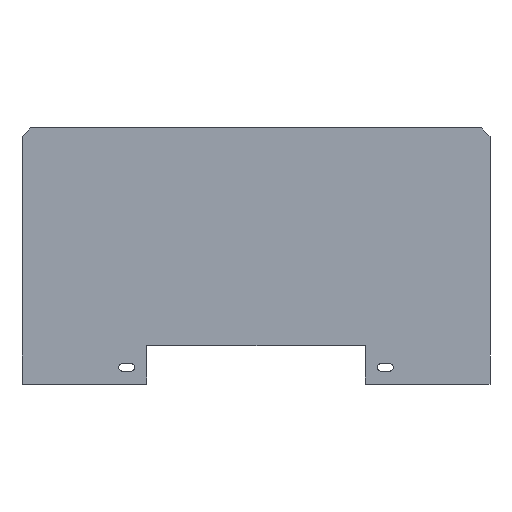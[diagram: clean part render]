
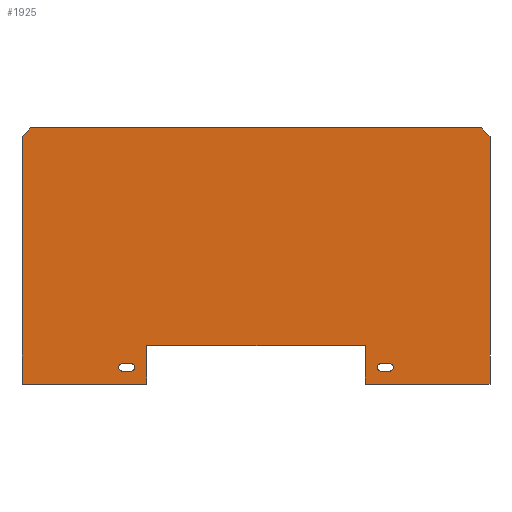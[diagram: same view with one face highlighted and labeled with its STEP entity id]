
A CAD part, left-side view. The second image highlights one B-rep face of the part: STEP entity #1925.
In plain terms, the highlighted planar face has unit normal (-1, 0, 0).
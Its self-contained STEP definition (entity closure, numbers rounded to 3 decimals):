
#102=DIRECTION('',(0.,0.,-1.));
#103=VECTOR('',#102,148.);
#104=CARTESIAN_POINT('',(-3.,204.141,11.409));
#105=LINE('',#104,#103);
#109=DIRECTION('',(0.,0.707,-0.707));
#110=VECTOR('',#109,7.071);
#111=CARTESIAN_POINT('',(-3.,199.141,16.409));
#112=LINE('',#111,#110);
#116=DIRECTION('',(0.,1.,0.));
#117=VECTOR('',#116,269.5);
#118=CARTESIAN_POINT('',(-3.,-70.359,16.409));
#119=LINE('',#118,#117);
#123=DIRECTION('',(0.,0.707,0.707));
#124=VECTOR('',#123,7.071);
#125=CARTESIAN_POINT('',(-3.,-75.359,11.409));
#126=LINE('',#125,#124);
#130=DIRECTION('',(0.,0.,1.));
#131=VECTOR('',#130,148.);
#132=CARTESIAN_POINT('',(-3.,-75.359,-136.591));
#133=LINE('',#132,#131);
#137=DIRECTION('',(0.,-1.,0.));
#138=VECTOR('',#137,74.5);
#139=CARTESIAN_POINT('',(-3.,-0.859,-136.591));
#140=LINE('',#139,#138);
#144=DIRECTION('',(0.,0.,-1.));
#145=VECTOR('',#144,23.);
#146=CARTESIAN_POINT('',(-3.,-0.859,-113.591));
#147=LINE('',#146,#145);
#151=DIRECTION('',(0.,-1.,0.));
#152=VECTOR('',#151,130.5);
#153=CARTESIAN_POINT('',(-3.,129.641,-113.591));
#154=LINE('',#153,#152);
#158=DIRECTION('',(0.,0.,1.));
#159=VECTOR('',#158,23.);
#160=CARTESIAN_POINT('',(-3.,129.641,-136.591));
#161=LINE('',#160,#159);
#165=DIRECTION('',(0.,-1.,0.));
#166=VECTOR('',#165,74.5);
#167=CARTESIAN_POINT('',(-3.,204.141,-136.591));
#168=LINE('',#167,#166);
#172=DIRECTION('',(0.,-1.,0.));
#173=VECTOR('',#172,5.);
#174=CARTESIAN_POINT('',(-3.,-10.359,-124.341));
#175=LINE('',#174,#173);
#179=CARTESIAN_POINT('',(-3.,-10.359,-126.591));
#180=DIRECTION('',(1.,0.,0.));
#181=DIRECTION('',(0.,0.,-1.));
#182=AXIS2_PLACEMENT_3D('',#179,#180,#181);
#187=DIRECTION('',(0.,1.,0.));
#188=VECTOR('',#187,5.);
#189=CARTESIAN_POINT('',(-3.,-15.359,-128.841));
#190=LINE('',#189,#188);
#194=CARTESIAN_POINT('',(-3.,-15.359,-126.591));
#195=DIRECTION('',(1.,0.,0.));
#196=DIRECTION('',(0.,0.,1.));
#197=AXIS2_PLACEMENT_3D('',#194,#195,#196);
#202=CARTESIAN_POINT('',(-3.,139.141,-126.591));
#203=DIRECTION('',(1.,0.,0.));
#204=DIRECTION('',(0.,0.,1.));
#205=AXIS2_PLACEMENT_3D('',#202,#203,#204);
#210=DIRECTION('',(0.,-1.,0.));
#211=VECTOR('',#210,5.);
#212=CARTESIAN_POINT('',(-3.,144.141,-124.341));
#213=LINE('',#212,#211);
#217=CARTESIAN_POINT('',(-3.,144.141,-126.591));
#218=DIRECTION('',(1.,0.,0.));
#219=DIRECTION('',(0.,0.,-1.));
#220=AXIS2_PLACEMENT_3D('',#217,#218,#219);
#225=DIRECTION('',(0.,1.,0.));
#226=VECTOR('',#225,5.);
#227=CARTESIAN_POINT('',(-3.,139.141,-128.841));
#228=LINE('',#227,#226);
#1702=CARTESIAN_POINT('',(-3.,204.141,11.409));
#1703=CARTESIAN_POINT('',(-3.,204.141,-136.591));
#1704=VERTEX_POINT('',#1702);
#1705=VERTEX_POINT('',#1703);
#1706=CARTESIAN_POINT('',(-3.,129.641,-136.591));
#1707=VERTEX_POINT('',#1706);
#1708=CARTESIAN_POINT('',(-3.,129.641,-113.591));
#1709=VERTEX_POINT('',#1708);
#1710=CARTESIAN_POINT('',(-3.,-0.859,-113.591));
#1711=VERTEX_POINT('',#1710);
#1712=CARTESIAN_POINT('',(-3.,-0.859,-136.591));
#1713=VERTEX_POINT('',#1712);
#1714=CARTESIAN_POINT('',(-3.,-75.359,-136.591));
#1715=VERTEX_POINT('',#1714);
#1716=CARTESIAN_POINT('',(-3.,-75.359,11.409));
#1717=VERTEX_POINT('',#1716);
#1718=CARTESIAN_POINT('',(-3.,-70.359,16.409));
#1719=VERTEX_POINT('',#1718);
#1720=CARTESIAN_POINT('',(-3.,199.141,16.409));
#1721=VERTEX_POINT('',#1720);
#1722=CARTESIAN_POINT('',(-3.,-10.359,-124.341));
#1723=CARTESIAN_POINT('',(-3.,-15.359,-124.341));
#1724=VERTEX_POINT('',#1722);
#1725=VERTEX_POINT('',#1723);
#1726=CARTESIAN_POINT('',(-3.,-15.359,-128.841));
#1727=VERTEX_POINT('',#1726);
#1728=CARTESIAN_POINT('',(-3.,-10.359,-128.841));
#1729=VERTEX_POINT('',#1728);
#1730=CARTESIAN_POINT('',(-3.,139.141,-124.341));
#1731=CARTESIAN_POINT('',(-3.,139.141,-128.841));
#1732=VERTEX_POINT('',#1730);
#1733=VERTEX_POINT('',#1731);
#1734=CARTESIAN_POINT('',(-3.,144.141,-128.841));
#1735=VERTEX_POINT('',#1734);
#1736=CARTESIAN_POINT('',(-3.,144.141,-124.341));
#1737=VERTEX_POINT('',#1736);
#1888=CARTESIAN_POINT('',(-3.,0.,0.));
#1889=DIRECTION('',(-1.,0.,0.));
#1890=DIRECTION('',(0.,-1.,0.));
#1891=AXIS2_PLACEMENT_3D('',#1888,#1889,#1890);
#1892=PLANE('',#1891);
#1893=ORIENTED_EDGE('',*,*,#1821,.F.);
#1894=ORIENTED_EDGE('',*,*,#1836,.F.);
#1895=ORIENTED_EDGE('',*,*,#1851,.F.);
#1896=ORIENTED_EDGE('',*,*,#1866,.F.);
#1897=ORIENTED_EDGE('',*,*,#1880,.F.);
#1898=ORIENTED_EDGE('',*,*,#1745,.F.);
#1899=ORIENTED_EDGE('',*,*,#1761,.F.);
#1900=ORIENTED_EDGE('',*,*,#1776,.F.);
#1901=ORIENTED_EDGE('',*,*,#1791,.F.);
#1902=ORIENTED_EDGE('',*,*,#1806,.F.);
#1903=EDGE_LOOP('',(#1893,#1894,#1895,#1896,#1897,#1898,#1899,#1900,#1901,
#1902));
#1904=FACE_OUTER_BOUND('',#1903,.F.);
#1906=ORIENTED_EDGE('',*,*,#1905,.F.);
#1908=ORIENTED_EDGE('',*,*,#1907,.F.);
#1910=ORIENTED_EDGE('',*,*,#1909,.F.);
#1912=ORIENTED_EDGE('',*,*,#1911,.F.);
#1913=EDGE_LOOP('',(#1906,#1908,#1910,#1912));
#1914=FACE_BOUND('',#1913,.F.);
#1916=ORIENTED_EDGE('',*,*,#1915,.F.);
#1918=ORIENTED_EDGE('',*,*,#1917,.F.);
#1920=ORIENTED_EDGE('',*,*,#1919,.F.);
#1922=ORIENTED_EDGE('',*,*,#1921,.F.);
#1923=EDGE_LOOP('',(#1916,#1918,#1920,#1922));
#1924=FACE_BOUND('',#1923,.F.);
#183=CIRCLE('',#182,2.25);
#198=CIRCLE('',#197,2.25);
#206=CIRCLE('',#205,2.25);
#221=CIRCLE('',#220,2.25);
#1745=EDGE_CURVE('',#1713,#1715,#140,.T.);
#1761=EDGE_CURVE('',#1711,#1713,#147,.T.);
#1776=EDGE_CURVE('',#1709,#1711,#154,.T.);
#1791=EDGE_CURVE('',#1707,#1709,#161,.T.);
#1806=EDGE_CURVE('',#1705,#1707,#168,.T.);
#1821=EDGE_CURVE('',#1704,#1705,#105,.T.);
#1836=EDGE_CURVE('',#1721,#1704,#112,.T.);
#1851=EDGE_CURVE('',#1719,#1721,#119,.T.);
#1866=EDGE_CURVE('',#1717,#1719,#126,.T.);
#1880=EDGE_CURVE('',#1715,#1717,#133,.T.);
#1905=EDGE_CURVE('',#1724,#1725,#175,.T.);
#1907=EDGE_CURVE('',#1729,#1724,#183,.T.);
#1909=EDGE_CURVE('',#1727,#1729,#190,.T.);
#1911=EDGE_CURVE('',#1725,#1727,#198,.T.);
#1915=EDGE_CURVE('',#1732,#1733,#206,.T.);
#1917=EDGE_CURVE('',#1737,#1732,#213,.T.);
#1919=EDGE_CURVE('',#1735,#1737,#221,.T.);
#1921=EDGE_CURVE('',#1733,#1735,#228,.T.);
#1925=ADVANCED_FACE('',(#1904,#1914,#1924),#1892,.T.);
